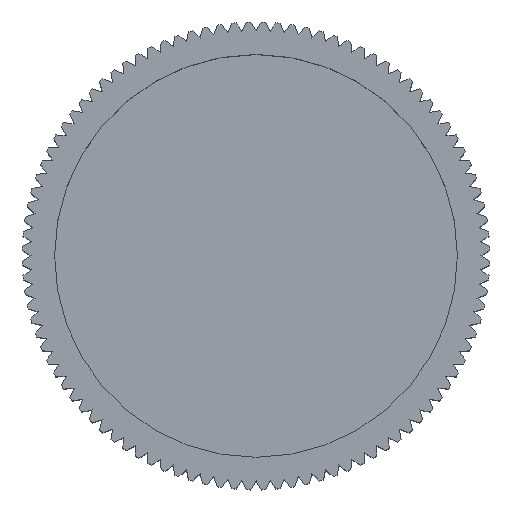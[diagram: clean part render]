
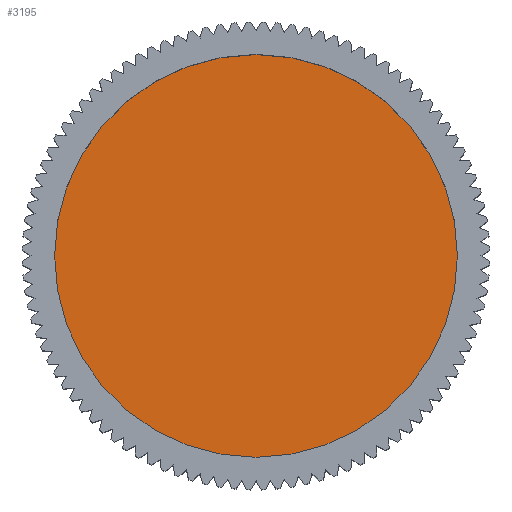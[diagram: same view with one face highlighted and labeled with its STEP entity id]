
A CAD part, top view. The second image highlights one B-rep face of the part: STEP entity #3195.
In plain terms, the highlighted planar face has unit normal (0, 0, 1).
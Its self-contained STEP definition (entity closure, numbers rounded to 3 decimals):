
#2793=VERTEX_POINT('',#6658);
#3195=ADVANCED_FACE('',(#7096),#7097,.F.);
#4091=VERTEX_POINT('',#8077);
#4147=EDGE_CURVE('',#2793,#4091,#8138,.T.);
#4829=EDGE_CURVE('',#4091,#2793,#8878,.T.);
#6658=CARTESIAN_POINT('',(15.5,0.0,14.0));
#7096=FACE_OUTER_BOUND('',#12349,.T.);
#7097=PLANE('',#12350);
#8077=CARTESIAN_POINT('',(-15.5,0.,14.0));
#8138=CIRCLE('',#14211,15.5);
#8878=CIRCLE('',#15481,15.5);
#12349=EDGE_LOOP('',(#18431,#18432));
#12350=AXIS2_PLACEMENT_3D('',#18433,#18434,#18435);
#14211=AXIS2_PLACEMENT_3D('',#19887,#19888,#19889);
#15481=AXIS2_PLACEMENT_3D('',#20555,#20556,#20557);
#18431=ORIENTED_EDGE('',*,*,#4147,.F.);
#18432=ORIENTED_EDGE('',*,*,#4829,.F.);
#18433=CARTESIAN_POINT('',(0.0,0.0,14.0));
#18434=DIRECTION('',(0.0,0.0,-1.0));
#18435=DIRECTION('',(-1.0,0.0,0.0));
#19887=CARTESIAN_POINT('',(0.0,0.0,14.0));
#19888=DIRECTION('',(0.0,0.0,-1.0));
#19889=DIRECTION('',(1.0,0.0,0.0));
#20555=CARTESIAN_POINT('',(0.0,0.0,14.0));
#20556=DIRECTION('',(0.0,0.0,-1.0));
#20557=DIRECTION('',(1.0,0.0,0.0));
